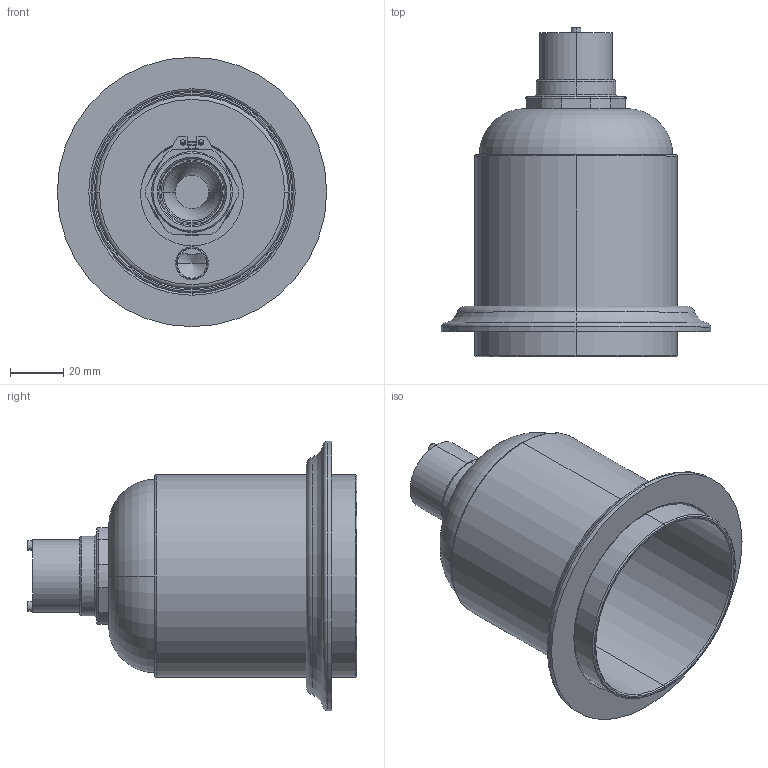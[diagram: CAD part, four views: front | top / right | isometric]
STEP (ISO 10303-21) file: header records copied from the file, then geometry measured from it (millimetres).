
FILE_DESCRIPTION (( 'STEP AP214' ), '1' );
FILE_NAME ('Victaulic-FP-Emitter Series 953 (Escutcheon)_0.5.stp', '2020-05-01T13:10:55', ( '' ), ( '' ), 'SwSTEP 2.0', 'SolidWorks 2019', '' );
FILE_SCHEMA (( 'AUTOMOTIVE_DESIGN' ));
Length unit declared in the file: inch
Products named in the file (1): Victaulic-FP-Emitter Series 953 (Escutcheon)_0.5
Bounding box: 101.6 x 124.33 x 101.6 mm (x, y, z)
Volume: 194969.5 mm3; surface area: 91575.2 mm2
Topology: 12 solids, 12 shells, 466 faces, 1152 edges, 693 vertices
Faces by surface type: cylinder 202, torus 140, plane 79, cone 45
Entity records: 20372 total; most frequent: CARTESIAN_POINT 2704, DIRECTION 2687, ORIENTED_EDGE 2254, AXIS2_PLACEMENT_3D 1178, EDGE_CURVE 1127, CIRCLE 711, VERTEX_POINT 693, EDGE_LOOP 536
